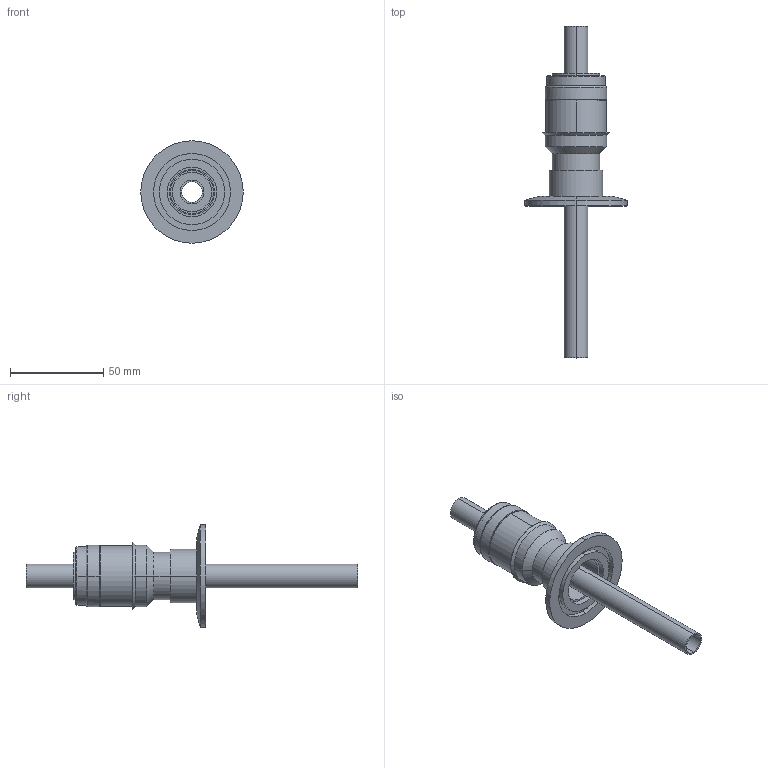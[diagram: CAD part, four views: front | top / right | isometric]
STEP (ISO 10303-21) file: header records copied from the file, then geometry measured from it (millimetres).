
FILE_DESCRIPTION (( 'STEP AP203' ), '1' );
FILE_NAME ('A8207-2-QF.STEP', '2013-06-03T13:20:29', ( '' ), ( '' ), 'SwSTEP 2.0', 'SolidWorks 2012', '' );
FILE_SCHEMA (( 'CONFIG_CONTROL_DESIGN' ));
Length unit declared in the file: inch
Products named in the file (1): A8207-2-QF
Bounding box: 54.86 x 177.8 x 54.86 mm (x, y, z)
Volume: 30713.3 mm3; surface area: 32678 mm2
Topology: 1 solids, 1 shells, 86 faces, 186 edges, 116 vertices
Faces by surface type: cylinder 44, cone 20, plane 16, bspline 6
Entity records: 3117 total; most frequent: CARTESIAN_POINT 1085, DIRECTION 458, ORIENTED_EDGE 372, AXIS2_PLACEMENT_3D 197, EDGE_CURVE 186, VERTEX_POINT 116, CIRCLE 116, EDGE_LOOP 102
